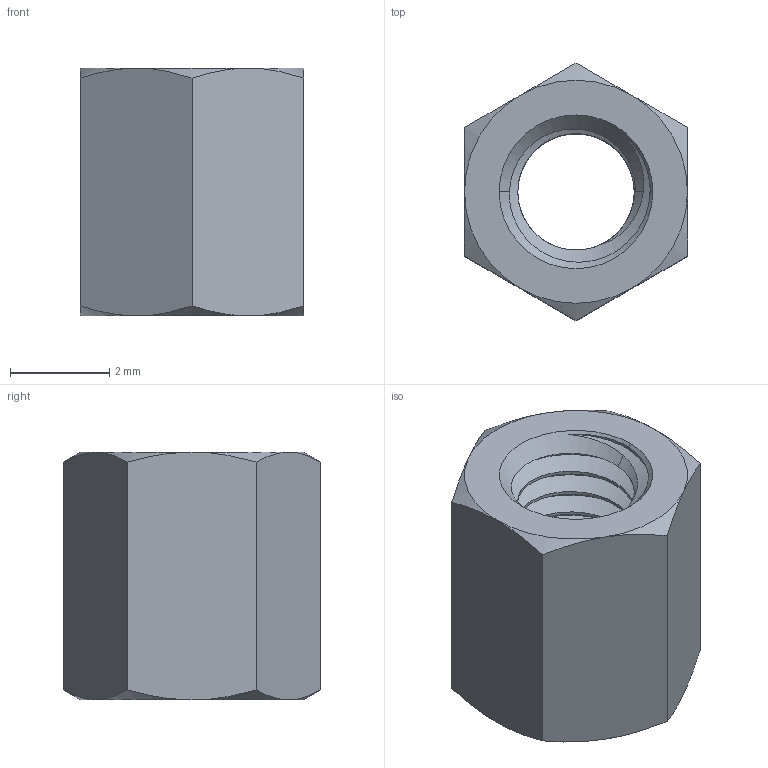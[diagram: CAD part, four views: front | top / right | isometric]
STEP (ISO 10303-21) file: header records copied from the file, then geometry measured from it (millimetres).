
FILE_DESCRIPTION (( 'STEP AP203' ), '1' );
FILE_NAME ('95947A506.step', '2017-06-14T19:52:42', ( '' ), ( '' ), 'SwSTEP 2.0', 'SolidWorks 2014', '' );
FILE_SCHEMA (( 'CONFIG_CONTROL_DESIGN' ));
Length unit declared in the file: millimetre
Products named in the file (1): 95947A506
Bounding box: 4.5 x 5.2 x 5 mm (x, y, z)
Volume: 58.7 mm3; surface area: 169 mm2
Topology: 1 solids, 1 shells, 50 faces, 132 edges, 84 vertices
Faces by surface type: cylinder 21, cone 18, plane 8, bspline 3
Entity records: 2942 total; most frequent: CARTESIAN_POINT 1830, ORIENTED_EDGE 264, DIRECTION 164, EDGE_CURVE 132, VERTEX_POINT 84, AXIS2_PLACEMENT_3D 66, EDGE_LOOP 52, FACE_OUTER_BOUND 50
